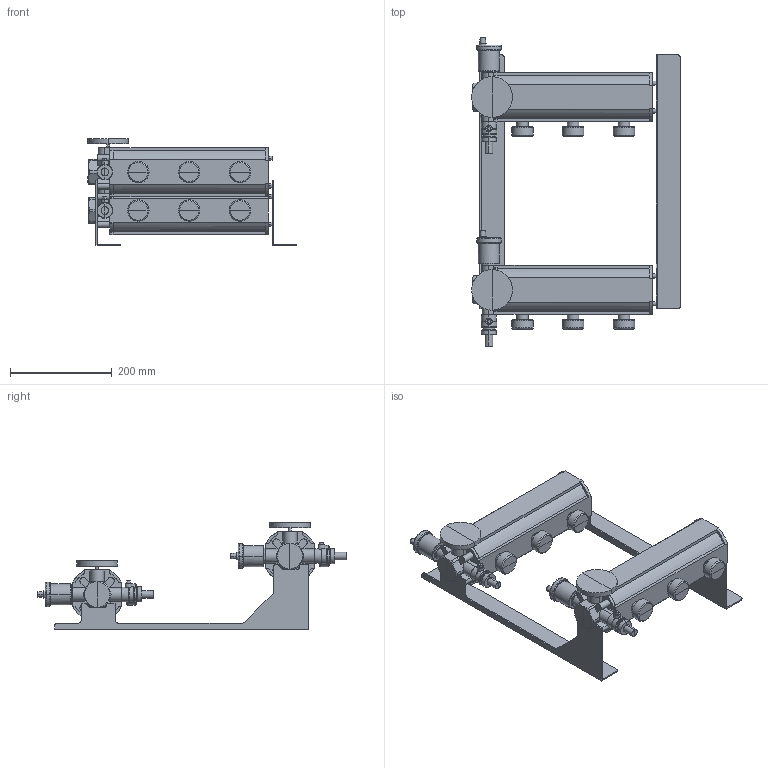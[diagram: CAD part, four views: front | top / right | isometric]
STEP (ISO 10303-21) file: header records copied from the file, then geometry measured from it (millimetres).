
FILE_DESCRIPTION(('CATIA V5 STEP Exchange'),'2;1');
FILE_NAME('STEP_1107C5_-_TST.stp','2019-10-11T09:40:08+00:00',('none'),('none'),'CATIA Version 5-6 Release 2016 SP4','CATIA V5 STEP AP203','none');
FILE_SCHEMA(('CONFIG_CONTROL_DESIGN'));
Length unit declared in the file: millimetre
Products named in the file (1): 1107C5 - TST
Bounding box: 410.75 x 608 x 210.51 mm (x, y, z)
Volume: 5848169.6 mm3; surface area: 530597.8 mm2
Topology: 1 solids, 1 shells, 581 faces, 1608 edges, 1045 vertices
Faces by surface type: plane 282, cylinder 244, cone 47, torus 8
Entity records: 21677 total; most frequent: CARTESIAN_POINT 7700, ORIENTED_EDGE 3216, DIRECTION 2337, EDGE_CURVE 1608, VERTEX_POINT 1048, AXIS2_PLACEMENT_3D 931, VECTOR 848, LINE 848
